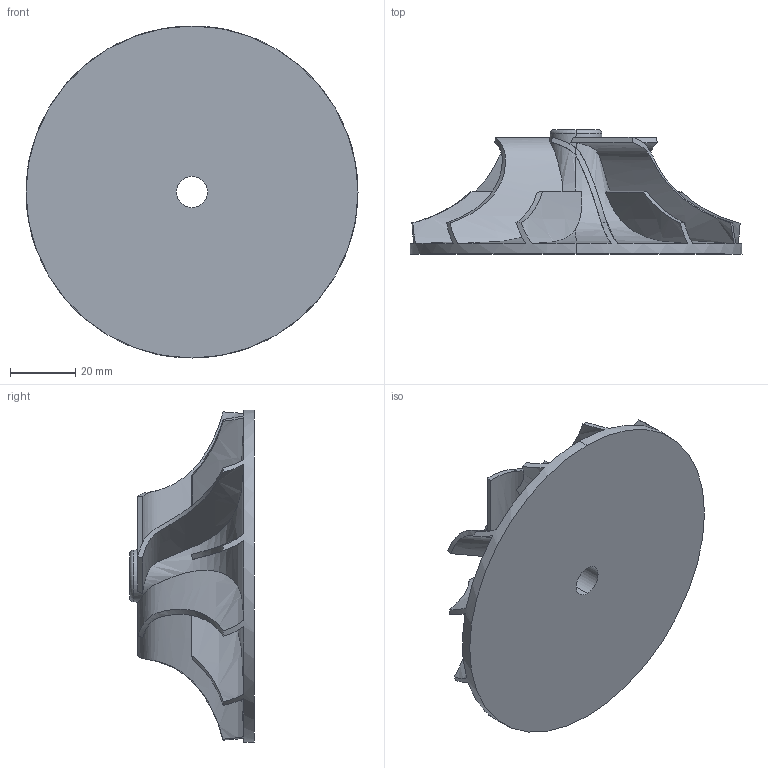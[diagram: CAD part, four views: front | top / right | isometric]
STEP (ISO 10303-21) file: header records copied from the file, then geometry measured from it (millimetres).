
FILE_DESCRIPTION (( 'STEP AP214' ), '1' );
FILE_NAME ('CF_compressor_JET.STEP', '2024-01-18T01:42:54', ( '' ), ( '' ), 'SwSTEP 2.0', 'SolidWorks 2022', '' );
FILE_SCHEMA (( 'AUTOMOTIVE_DESIGN' ));
Length unit declared in the file: inch
Products named in the file (1): CF_compressor_JET
Bounding box: 101.6 x 38.1 x 101.6 mm (x, y, z)
Volume: 59769 mm3; surface area: 35780.8 mm2
Topology: 1 solids, 1 shells, 65 faces, 185 edges, 122 vertices
Faces by surface type: bspline 45, plane 14, cylinder 4, torus 2
Entity records: 7443 total; most frequent: CARTESIAN_POINT 6109, ORIENTED_EDGE 370, EDGE_CURVE 185, B_SPLINE_CURVE_WITH_KNOTS 143, VERTEX_POINT 122, DIRECTION 122, EDGE_LOOP 67, FACE_OUTER_BOUND 65
